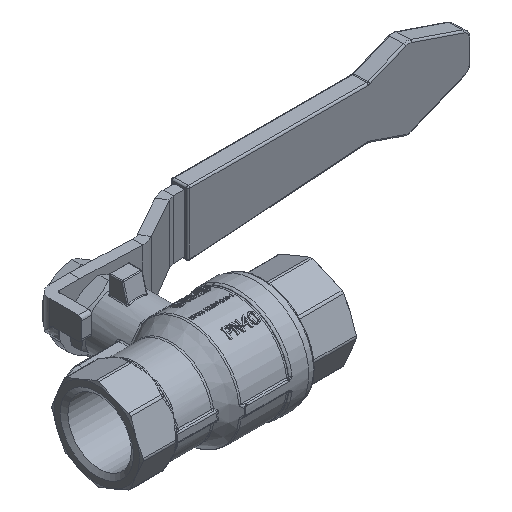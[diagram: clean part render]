
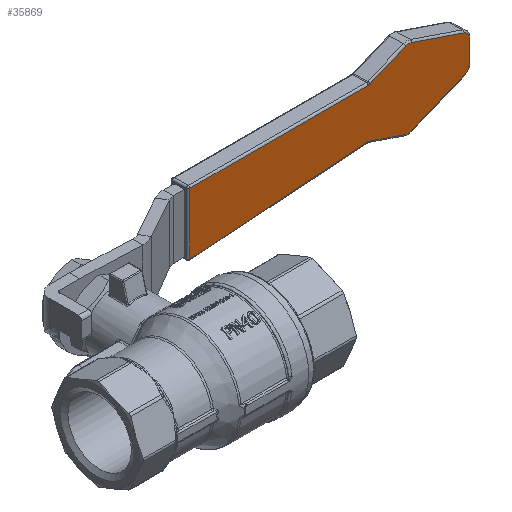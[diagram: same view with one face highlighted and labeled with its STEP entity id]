
A CAD part, isometric view. The second image highlights one B-rep face of the part: STEP entity #35869.
In plain terms, the highlighted planar face has unit normal (0.035, -0.999, 0).
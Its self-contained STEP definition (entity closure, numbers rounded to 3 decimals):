
#5191 = DIRECTION ( 'NONE',  ( 0., 0., -1. ) ) ;
#6120 = DIRECTION ( 'NONE',  ( 0.819, 0.029, 0.574 ) ) ;
#6648 = EDGE_CURVE ( 'NONE', #29094, #29415, #47751, .T. ) ;
#7667 = VERTEX_POINT ( 'NONE', #30508 ) ;
#8257 = LINE ( 'NONE', #59064, #80916 ) ;
#8665 = DIRECTION ( 'NONE',  ( -0.999, -0.035, -0.034 ) ) ;
#8760 = DIRECTION ( 'NONE',  ( 0., 0., 1. ) ) ;
#9230 = LINE ( 'NONE', #46598, #22471 ) ;
#9350 = CIRCLE ( 'NONE', #58986, 2.5 ) ;
#9383 = VERTEX_POINT ( 'NONE', #10382 ) ;
#10382 = CARTESIAN_POINT ( 'NONE',  ( 90.252, 41.666, -7.235 ) ) ;
#10485 = LINE ( 'NONE', #36084, #70402 ) ;
#10850 = DIRECTION ( 'NONE',  ( 0.035, -0.999, 0. ) ) ;
#11829 = EDGE_CURVE ( 'NONE', #30231, #74955, #9350, .T. ) ;
#12301 = DIRECTION ( 'NONE',  ( -0.035, 0.999, 0. ) ) ;
#13143 = CARTESIAN_POINT ( 'NONE',  ( 35.592, 39.758, -0.39 ) ) ;
#13545 = DIRECTION ( 'NONE',  ( 0., 0., 1. ) ) ;
#13621 = CARTESIAN_POINT ( 'NONE',  ( 89.688, 41.647, -7.145 ) ) ;
#13741 = CARTESIAN_POINT ( 'NONE',  ( 118.896, 42.667, 5.397 ) ) ;
#14996 = AXIS2_PLACEMENT_3D ( 'NONE', #75893, #31346, #77141 ) ;
#15866 = DIRECTION ( 'NONE',  ( 0.939, 0.033, 0.342 ) ) ;
#16129 = AXIS2_PLACEMENT_3D ( 'NONE', #27246, #33129, #8760 ) ;
#16419 = VERTEX_POINT ( 'NONE', #13741 ) ;
#16922 = CARTESIAN_POINT ( 'NONE',  ( 69.033, 40.925, 0.493 ) ) ;
#19598 = PLANE ( 'NONE',  #65995 ) ;
#19771 = VERTEX_POINT ( 'NONE', #68036 ) ;
#21869 = CIRCLE ( 'NONE', #75446, 1.5 ) ;
#22471 = VECTOR ( 'NONE', #41507, 1000. ) ;
#23273 = CARTESIAN_POINT ( 'NONE',  ( 118.041, 42.637, -3.048 ) ) ;
#23327 = ORIENTED_EDGE ( 'NONE', *, *, #33123, .F. ) ;
#23773 = ORIENTED_EDGE ( 'NONE', *, *, #41891, .F. ) ;
#25460 = ORIENTED_EDGE ( 'NONE', *, *, #49887, .F. ) ;
#25732 = EDGE_CURVE ( 'NONE', #33601, #76132, #58574, .T. ) ;
#25930 = ORIENTED_EDGE ( 'NONE', *, *, #68724, .F. ) ;
#26529 = ORIENTED_EDGE ( 'NONE', *, *, #46839, .F. ) ;
#26779 = DIRECTION ( 'NONE',  ( -0.939, -0.033, -0.342 ) ) ;
#27246 = CARTESIAN_POINT ( 'NONE',  ( 102.051, 42.078, 8.872 ) ) ;
#28439 = CARTESIAN_POINT ( 'NONE',  ( 74.779, 41.126, 1.6 ) ) ;
#28698 = VECTOR ( 'NONE', #51444, 1000. ) ;
#29094 = VERTEX_POINT ( 'NONE', #71320 ) ;
#29415 = VERTEX_POINT ( 'NONE', #31332 ) ;
#30231 = VERTEX_POINT ( 'NONE', #30836 ) ;
#30331 = VERTEX_POINT ( 'NONE', #13621 ) ;
#30508 = CARTESIAN_POINT ( 'NONE',  ( 102.906, 42.108, 11.221 ) ) ;
#30836 = CARTESIAN_POINT ( 'NONE',  ( 102.906, 42.108, -11.221 ) ) ;
#31332 = CARTESIAN_POINT ( 'NONE',  ( 101.197, 42.049, 11.221 ) ) ;
#31346 = DIRECTION ( 'NONE',  ( 0.035, -0.999, 0. ) ) ;
#31835 = ORIENTED_EDGE ( 'NONE', *, *, #60086, .F. ) ;
#33123 = EDGE_CURVE ( 'NONE', #19771, #29094, #49796, .T. ) ;
#33129 = DIRECTION ( 'NONE',  ( -0.035, 0.999, 0. ) ) ;
#33601 = VERTEX_POINT ( 'NONE', #64604 ) ;
#33978 = ORIENTED_EDGE ( 'NONE', *, *, #25732, .F. ) ;
#34633 = LINE ( 'NONE', #16922, #39514 ) ;
#35680 = AXIS2_PLACEMENT_3D ( 'NONE', #50615, #45134, #6120 ) ;
#35869 = ADVANCED_FACE ( 'NONE', ( #82134 ), #19598, .F. ) ;
#36046 = DIRECTION ( 'NONE',  ( 0.157, 0.005, 0.988 ) ) ;
#36084 = CARTESIAN_POINT ( 'NONE',  ( 67.726, 40.88, 7.942 ) ) ;
#39108 = LINE ( 'NONE', #13143, #61308 ) ;
#39514 = VECTOR ( 'NONE', #42452, 1000. ) ;
#39639 = DIRECTION ( 'NONE',  ( 0., 0., 1. ) ) ;
#41160 = VECTOR ( 'NONE', #15866, 1000. ) ;
#41449 = VERTEX_POINT ( 'NONE', #51911 ) ;
#41507 = DIRECTION ( 'NONE',  ( 0., 0., -1. ) ) ;
#41617 = VERTEX_POINT ( 'NONE', #55185 ) ;
#41891 = EDGE_CURVE ( 'NONE', #41449, #33601, #9230, .T. ) ;
#41991 = ORIENTED_EDGE ( 'NONE', *, *, #65510, .F. ) ;
#42452 = DIRECTION ( 'NONE',  ( -0.939, -0.033, 0.342 ) ) ;
#44804 = CARTESIAN_POINT ( 'NONE',  ( 35.592, 39.758, -8.971 ) ) ;
#45134 = DIRECTION ( 'NONE',  ( -0.035, 0.999, 0. ) ) ;
#46598 = CARTESIAN_POINT ( 'NONE',  ( 120.54, 42.724, -2.614 ) ) ;
#46839 = EDGE_CURVE ( 'NONE', #7667, #16419, #64437, .T. ) ;
#47256 = VECTOR ( 'NONE', #26779, 1000. ) ;
#47751 = LINE ( 'NONE', #28439, #41160 ) ;
#47861 = EDGE_CURVE ( 'NONE', #74955, #9383, #34633, .T. ) ;
#49757 = ORIENTED_EDGE ( 'NONE', *, *, #11829, .F. ) ;
#49796 = CIRCLE ( 'NONE', #14996, 1.5 ) ;
#49887 = EDGE_CURVE ( 'NONE', #76761, #41617, #39108, .T. ) ;
#50615 = CARTESIAN_POINT ( 'NONE',  ( 118.041, 42.637, 3.048 ) ) ;
#51444 = DIRECTION ( 'NONE',  ( 0.939, 0.033, -0.342 ) ) ;
#51911 = CARTESIAN_POINT ( 'NONE',  ( 120.54, 42.724, 3.048 ) ) ;
#52705 = DIRECTION ( 'NONE',  ( -0.035, 0.999, 0. ) ) ;
#55185 = CARTESIAN_POINT ( 'NONE',  ( 35.592, 39.758, 9.051 ) ) ;
#55553 = DIRECTION ( 'NONE',  ( 0.819, 0.029, -0.574 ) ) ;
#55783 = CIRCLE ( 'NONE', #35680, 2.5 ) ;
#58259 = CARTESIAN_POINT ( 'NONE',  ( 78.654, 41.261, -20.053 ) ) ;
#58574 = CIRCLE ( 'NONE', #62390, 2.5 ) ;
#58986 = AXIS2_PLACEMENT_3D ( 'NONE', #69015, #12301, #5191 ) ;
#59064 = CARTESIAN_POINT ( 'NONE',  ( 28.361, 39.505, -9.215 ) ) ;
#60086 = EDGE_CURVE ( 'NONE', #41617, #19771, #10485, .T. ) ;
#60390 = CIRCLE ( 'NONE', #16129, 2.5 ) ;
#61308 = VECTOR ( 'NONE', #13545, 1000. ) ;
#62251 = DIRECTION ( 'NONE',  ( -0.035, 0.999, 0. ) ) ;
#62390 = AXIS2_PLACEMENT_3D ( 'NONE', #23273, #62251, #55553 ) ;
#62539 = ORIENTED_EDGE ( 'NONE', *, *, #68566, .F. ) ;
#63413 = CARTESIAN_POINT ( 'NONE',  ( 101.197, 42.049, -11.221 ) ) ;
#64437 = LINE ( 'NONE', #64853, #28698 ) ;
#64558 = LINE ( 'NONE', #58259, #47256 ) ;
#64604 = CARTESIAN_POINT ( 'NONE',  ( 120.54, 42.724, -3.048 ) ) ;
#64853 = CARTESIAN_POINT ( 'NONE',  ( 87.899, 41.584, 16.686 ) ) ;
#65510 = EDGE_CURVE ( 'NONE', #29415, #7667, #60390, .T. ) ;
#65995 = AXIS2_PLACEMENT_3D ( 'NONE', #71581, #52705, #39639 ) ;
#66590 = ORIENTED_EDGE ( 'NONE', *, *, #74249, .F. ) ;
#67157 = ORIENTED_EDGE ( 'NONE', *, *, #80113, .F. ) ;
#67894 = ORIENTED_EDGE ( 'NONE', *, *, #47861, .F. ) ;
#68036 = CARTESIAN_POINT ( 'NONE',  ( 89.785, 41.65, 7.181 ) ) ;
#68566 = EDGE_CURVE ( 'NONE', #9383, #30331, #21869, .T. ) ;
#68724 = EDGE_CURVE ( 'NONE', #76132, #30231, #64558, .T. ) ;
#69015 = CARTESIAN_POINT ( 'NONE',  ( 102.051, 42.078, -8.872 ) ) ;
#70402 = VECTOR ( 'NONE', #81480, 1000. ) ;
#71320 = CARTESIAN_POINT ( 'NONE',  ( 90.349, 41.67, 7.27 ) ) ;
#71581 = CARTESIAN_POINT ( 'NONE',  ( 44.952, 40.084, -0.78 ) ) ;
#74249 = EDGE_CURVE ( 'NONE', #16419, #41449, #55783, .T. ) ;
#74955 = VERTEX_POINT ( 'NONE', #63413 ) ;
#75446 = AXIS2_PLACEMENT_3D ( 'NONE', #80613, #10850, #36046 ) ;
#75893 = CARTESIAN_POINT ( 'NONE',  ( 89.836, 41.652, 8.68 ) ) ;
#76132 = VERTEX_POINT ( 'NONE', #79848 ) ;
#76761 = VERTEX_POINT ( 'NONE', #44804 ) ;
#77141 = DIRECTION ( 'NONE',  ( 0.157, 0.005, -0.988 ) ) ;
#79848 = CARTESIAN_POINT ( 'NONE',  ( 118.896, 42.667, -5.397 ) ) ;
#80113 = EDGE_CURVE ( 'NONE', #30331, #76761, #8257, .T. ) ;
#80613 = CARTESIAN_POINT ( 'NONE',  ( 89.739, 41.648, -8.644 ) ) ;
#80916 = VECTOR ( 'NONE', #8665, 1000. ) ;
#81219 = EDGE_LOOP ( 'NONE', ( #25460, #67157, #62539, #67894, #49757, #25930, #33978, #23773, #66590, #26529, #41991, #81785, #23327, #31835 ) ) ;
#81480 = DIRECTION ( 'NONE',  ( 0.999, 0.035, -0.034 ) ) ;
#81785 = ORIENTED_EDGE ( 'NONE', *, *, #6648, .F. ) ;
#82134 = FACE_OUTER_BOUND ( 'NONE', #81219, .T. ) ;
